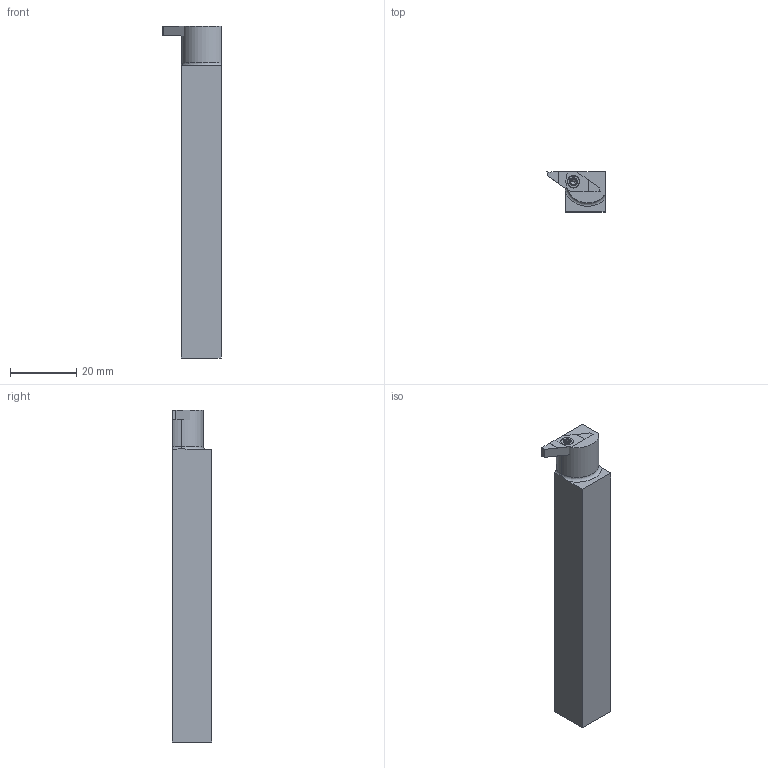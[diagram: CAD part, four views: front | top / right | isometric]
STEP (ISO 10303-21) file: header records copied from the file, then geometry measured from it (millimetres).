
FILE_DESCRIPTION (( 'STEP AP203' ), '1' );
FILE_NAME ('CUT-43-13.step', '2013-07-09T11:36:52', ( '' ), ( '' ), 'SwSTEP 2.0', 'SolidWorks 2013', '' );
FILE_SCHEMA (( 'CONFIG_CONTROL_DESIGN' ));
Length unit declared in the file: millimetre
Products named in the file (4): CUT-43-Kunde_12 L; CUT-43-Platte-Kunde_D‚faut; MSP-7_M2,5X7-TX8 CERATIZIT   Schraube; CUT-43-13
Assembly tree (3 placements, depth 2):
  CUT-43-13
    CUT-43-Kunde_12 L
    CUT-43-Platte-Kunde_D‚faut
    MSP-7_M2,5X7-TX8 CERATIZIT   Schraube
Bounding box: 17.5 x 12 x 100 mm (x, y, z)
Volume: 13992.7 mm3; surface area: 5343.7 mm2
Topology: 3 solids, 3 shells, 79 faces, 191 edges, 117 vertices
Faces by surface type: cylinder 29, plane 24, cone 16, torus 10
Entity records: 2717 total; most frequent: CARTESIAN_POINT 435, DIRECTION 429, ORIENTED_EDGE 374, EDGE_CURVE 187, AXIS2_PLACEMENT_3D 167, VERTEX_POINT 117, LINE 95, VECTOR 95
